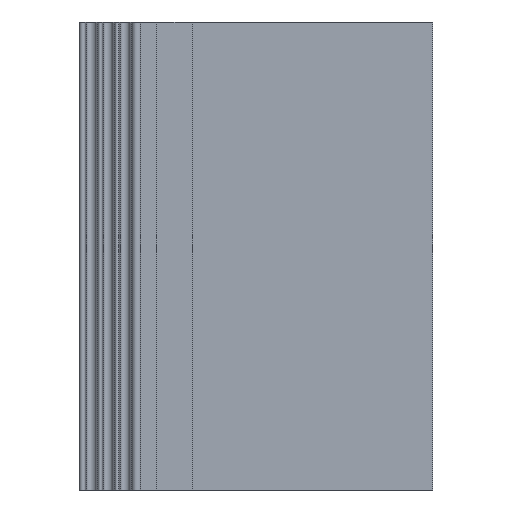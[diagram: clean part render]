
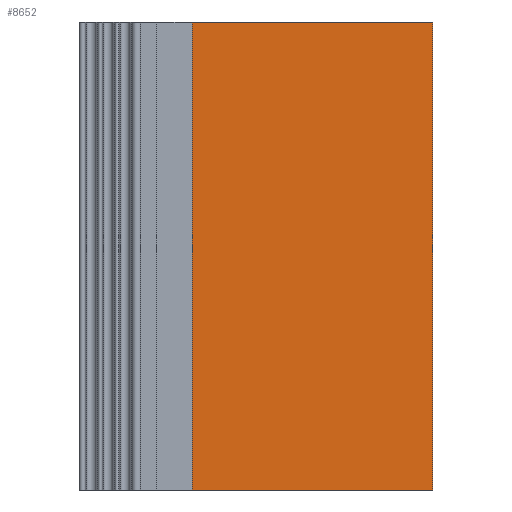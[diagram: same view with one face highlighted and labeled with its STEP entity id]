
A CAD part, left-side view. The second image highlights one B-rep face of the part: STEP entity #8652.
In plain terms, the highlighted planar face has unit normal (-1, 0, 0).
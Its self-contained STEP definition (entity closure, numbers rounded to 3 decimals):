
#111=DIRECTION('',(0.,-1.,0.));
#112=VECTOR('',#111,29.8);
#113=CARTESIAN_POINT('',(0.,29.8,-29.));
#114=LINE('',#113,#112);
#446=DIRECTION('',(0.,-1.,0.));
#447=VECTOR('',#446,29.8);
#448=CARTESIAN_POINT('',(0.,29.8,29.));
#449=LINE('',#448,#447);
#3130=DIRECTION('',(0.,0.,1.));
#3131=VECTOR('',#3130,58.);
#3132=CARTESIAN_POINT('',(0.,0.,-29.));
#3133=LINE('',#3132,#3131);
#3134=DIRECTION('',(0.,0.,1.));
#3135=VECTOR('',#3134,58.);
#3136=CARTESIAN_POINT('',(0.,29.8,-29.));
#3137=LINE('',#3136,#3135);
#3272=CARTESIAN_POINT('',(0.,0.,-29.));
#3273=CARTESIAN_POINT('',(0.,0.,29.));
#3274=VERTEX_POINT('',#3272);
#3275=VERTEX_POINT('',#3273);
#3444=CARTESIAN_POINT('',(0.,29.8,-29.));
#3445=CARTESIAN_POINT('',(0.,29.8,29.));
#3446=VERTEX_POINT('',#3444);
#3447=VERTEX_POINT('',#3445);
#8640=CARTESIAN_POINT('',(0.,36.2,-29.));
#8641=DIRECTION('',(-1.,0.,0.));
#8642=DIRECTION('',(0.,-1.,0.));
#8643=AXIS2_PLACEMENT_3D('',#8640,#8641,#8642);
#8644=PLANE('',#8643);
#8646=ORIENTED_EDGE('',*,*,#8645,.T.);
#8647=ORIENTED_EDGE('',*,*,#4667,.T.);
#8648=ORIENTED_EDGE('',*,*,#8634,.F.);
#8649=ORIENTED_EDGE('',*,*,#4389,.F.);
#8650=EDGE_LOOP('',(#8646,#8647,#8648,#8649));
#8651=FACE_OUTER_BOUND('',#8650,.F.);
#4389=EDGE_CURVE('',#3446,#3274,#114,.T.);
#4667=EDGE_CURVE('',#3447,#3275,#449,.T.);
#8634=EDGE_CURVE('',#3274,#3275,#3133,.T.);
#8645=EDGE_CURVE('',#3446,#3447,#3137,.T.);
#8652=ADVANCED_FACE('',(#8651),#8644,.T.);
